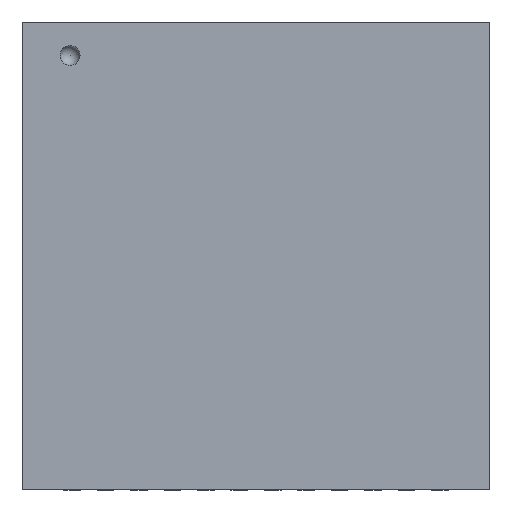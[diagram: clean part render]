
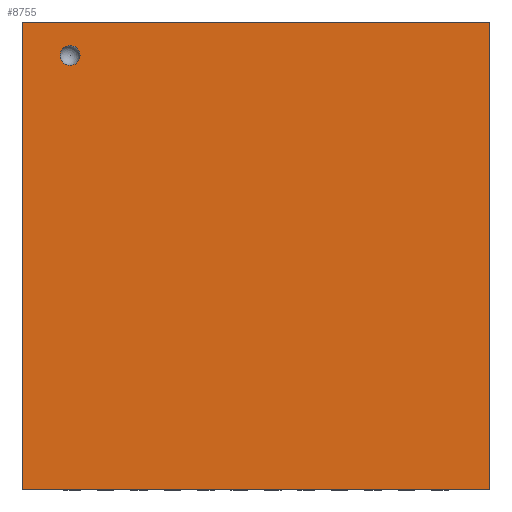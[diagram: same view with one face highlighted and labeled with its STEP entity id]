
A CAD part, top view. The second image highlights one B-rep face of the part: STEP entity #8755.
In plain terms, the highlighted planar face has unit normal (0, 0, 1).
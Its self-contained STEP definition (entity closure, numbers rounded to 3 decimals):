
#13=FACE_BOUND('',#1615,.T.);
#656=PLANE('',#9479);
#1117=FACE_OUTER_BOUND('',#1614,.T.);
#1614=EDGE_LOOP('',(#7615,#7616,#7617,#7618));
#1615=EDGE_LOOP('',(#7619));
#2485=LINE('',#13885,#3475);
#2524=LINE('',#13950,#3514);
#2562=LINE('',#14014,#3552);
#2599=LINE('',#14076,#3589);
#3475=VECTOR('',#11341,1000.);
#3514=VECTOR('',#11382,1000.);
#3552=VECTOR('',#11422,1000.);
#3589=VECTOR('',#11461,1000.);
#3878=CIRCLE('',#9400,0.15);
#4376=VERTEX_POINT('',#13382);
#4610=VERTEX_POINT('',#13882);
#4611=VERTEX_POINT('',#13884);
#4636=VERTEX_POINT('',#13948);
#4661=VERTEX_POINT('',#14012);
#5370=EDGE_CURVE('',#4376,#4376,#3878,.T.);
#5623=EDGE_CURVE('',#4611,#4610,#2485,.T.);
#5662=EDGE_CURVE('',#4610,#4636,#2524,.T.);
#5700=EDGE_CURVE('',#4636,#4661,#2562,.T.);
#5737=EDGE_CURVE('',#4661,#4611,#2599,.T.);
#7615=ORIENTED_EDGE('',*,*,#5700,.T.);
#7616=ORIENTED_EDGE('',*,*,#5737,.T.);
#7617=ORIENTED_EDGE('',*,*,#5623,.T.);
#7618=ORIENTED_EDGE('',*,*,#5662,.T.);
#7619=ORIENTED_EDGE('',*,*,#5370,.F.);
#8755=ADVANCED_FACE('',(#1117,#13),#656,.F.);
#9400=AXIS2_PLACEMENT_3D('',#13383,#10998,#10999);
#9479=AXIS2_PLACEMENT_3D('',#14107,#11480,#11481);
#10998=DIRECTION('center_axis',(0.,0.,1.));
#10999=DIRECTION('ref_axis',(1.,0.,0.));
#11341=DIRECTION('',(0.,-1.,0.));
#11382=DIRECTION('',(1.,0.,0.));
#11422=DIRECTION('',(0.,1.,0.));
#11461=DIRECTION('',(-1.,0.,0.));
#11480=DIRECTION('center_axis',(0.,0.,-1.));
#11481=DIRECTION('ref_axis',(-1.,0.,0.));
#13382=CARTESIAN_POINT('',(-2.931,3.,0.55));
#13383=CARTESIAN_POINT('Origin',(-2.781,3.,0.55));
#13882=CARTESIAN_POINT('',(-3.5,-3.5,0.55));
#13884=CARTESIAN_POINT('',(-3.5,3.5,0.55));
#13885=CARTESIAN_POINT('',(-3.5,-3.5,0.55));
#13948=CARTESIAN_POINT('',(3.5,-3.5,0.55));
#13950=CARTESIAN_POINT('',(-3.5,-3.5,0.55));
#14012=CARTESIAN_POINT('',(3.5,3.5,0.55));
#14014=CARTESIAN_POINT('',(3.5,-3.5,0.55));
#14076=CARTESIAN_POINT('',(-3.5,3.5,0.55));
#14107=CARTESIAN_POINT('Origin',(0.,0.,0.55));
